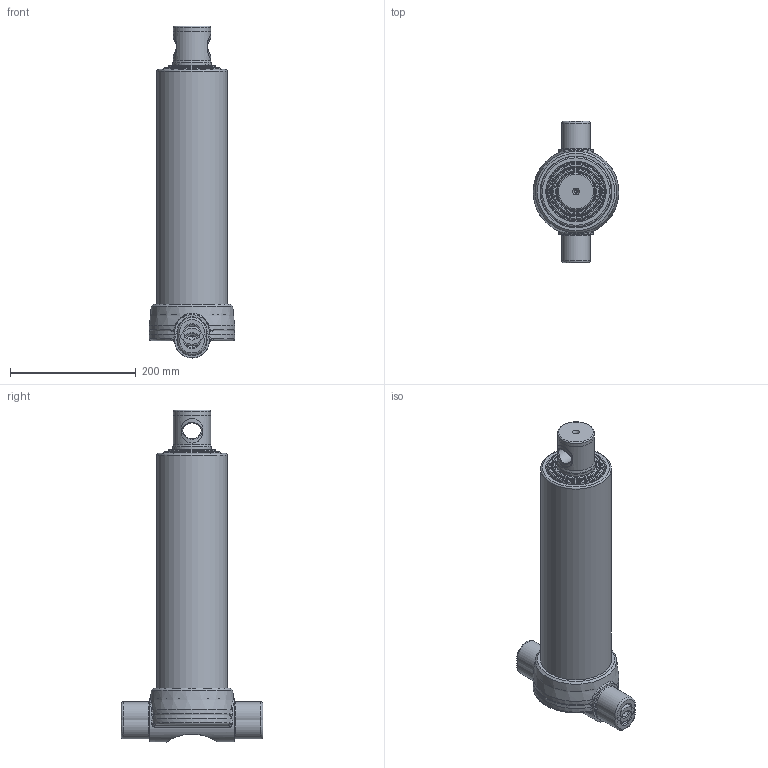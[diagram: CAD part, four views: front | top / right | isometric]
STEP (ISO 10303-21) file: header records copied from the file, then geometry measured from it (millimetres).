
FILE_DESCRIPTION( ( 'Unknown' ), '1' );
FILE_NAME( '3535F.stp', 'Unknown', ( 'Unknown' ), ( 'Unknown' ), 'PSStep 14.0', 'Unknown', ' ' );
FILE_SCHEMA( ( 'AUTOMOTIVE_DESIGN { 1 0 10303 214 1 1 1 1 }' ) );
Length unit declared in the file: millimetre
Products named in the file (6): Assem1; 1760; 4823; 4243; 4242; 4129
Bounding box: 136 x 225 x 527.5 mm (x, y, z)
Volume: 8221687.9 mm3; surface area: 1774560.9 mm2
Topology: 10 solids, 10 shells, 374 faces, 814 edges, 498 vertices
Faces by surface type: cylinder 110, plane 86, torus 82, cone 56, bspline 40
Full cylindrical faces by diameter (mm): 5 x6, 10 x2, 16 x2, 16.376 x2, 23 x2, 31 x2, 45 x4, 59 x2, 60 x2, 61 x6, 64 x2, 65.8 x2, 66 x4, 67.2 x2, 69 x2, 75 x2, 76 x6, 79 x2, 80.8 x2, 81 x4, 82.2 x2, 84 x2, 90 x4, 91 x6, 94 x2, 96 x2, 97.2 x2, 99 x2, 109.5 x2, 109.835 x2
Entity records: 9893 total; most frequent: CARTESIAN_POINT 4988, DIRECTION 692, ORIENTED_EDGE 522, AXIS2_PLACEMENT_3D 332, EDGE_LOOP 330, FACE_OUTER_BOUND 267, EDGE_CURVE 261, VERTEX_POINT 221
